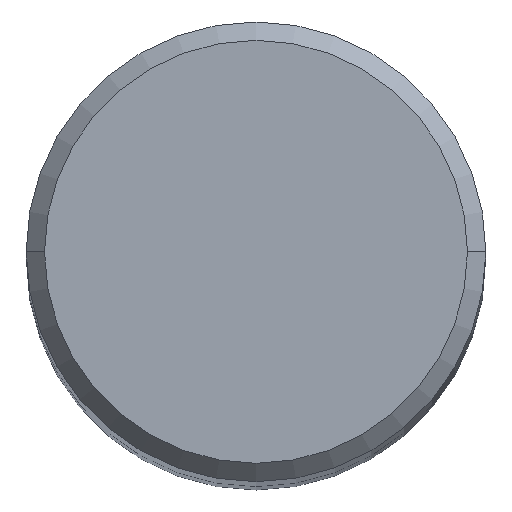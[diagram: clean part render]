
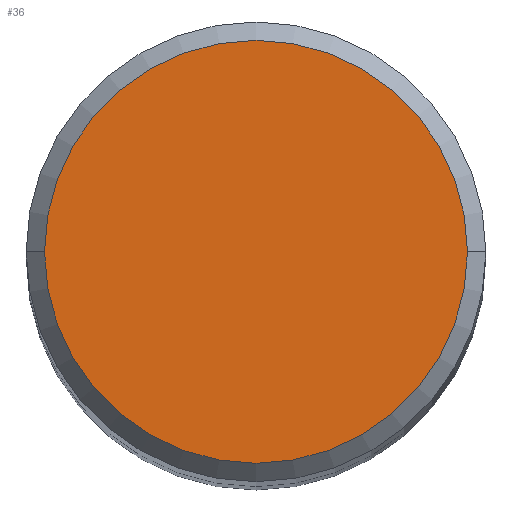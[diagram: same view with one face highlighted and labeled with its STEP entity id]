
A CAD part, top view. The second image highlights one B-rep face of the part: STEP entity #36.
In plain terms, the highlighted planar face has unit normal (0, 0, 1).
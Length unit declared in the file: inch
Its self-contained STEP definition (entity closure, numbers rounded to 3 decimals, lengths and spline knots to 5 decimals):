
#23 = EDGE_CURVE ( 'NONE', #119, #134, #123, .T. ) ;
#36 = ADVANCED_FACE ( 'NONE', ( #200 ), #172, .T. ) ;
#47 = DIRECTION ( 'NONE',  ( 1., 0., 0. ) ) ;
#55 = CARTESIAN_POINT ( 'NONE',  ( -0.1725, 0., 4. ) ) ;
#66 = AXIS2_PLACEMENT_3D ( 'NONE', #217, #147, #264 ) ;
#111 = DIRECTION ( 'NONE',  ( 0., 0., 1. ) ) ;
#114 = AXIS2_PLACEMENT_3D ( 'NONE', #274, #111, #294 ) ;
#119 = VERTEX_POINT ( 'NONE', #262 ) ;
#123 = CIRCLE ( 'NONE', #184, 0.1725 ) ;
#134 = VERTEX_POINT ( 'NONE', #55 ) ;
#147 = DIRECTION ( 'NONE',  ( 0., 0., 1. ) ) ;
#160 = EDGE_LOOP ( 'NONE', ( #245, #273 ) ) ;
#161 = EDGE_CURVE ( 'NONE', #134, #119, #257, .T. ) ;
#167 = DIRECTION ( 'NONE',  ( 0., 0., 1. ) ) ;
#172 = PLANE ( 'NONE',  #66 ) ;
#184 = AXIS2_PLACEMENT_3D ( 'NONE', #296, #167, #47 ) ;
#200 = FACE_OUTER_BOUND ( 'NONE', #160, .T. ) ;
#217 = CARTESIAN_POINT ( 'NONE',  ( 0., 0., 4. ) ) ;
#245 = ORIENTED_EDGE ( 'NONE', *, *, #161, .T. ) ;
#257 = CIRCLE ( 'NONE', #114, 0.1725 ) ;
#262 = CARTESIAN_POINT ( 'NONE',  ( 0.1725, 0., 4. ) ) ;
#264 = DIRECTION ( 'NONE',  ( 1., 0., 0. ) ) ;
#273 = ORIENTED_EDGE ( 'NONE', *, *, #23, .T. ) ;
#274 = CARTESIAN_POINT ( 'NONE',  ( 0., 0., 4. ) ) ;
#294 = DIRECTION ( 'NONE',  ( 1., 0., 0. ) ) ;
#296 = CARTESIAN_POINT ( 'NONE',  ( 0., 0., 4. ) ) ;
